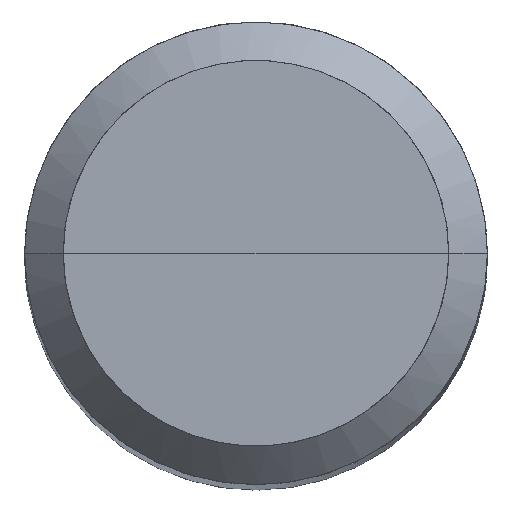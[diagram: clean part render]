
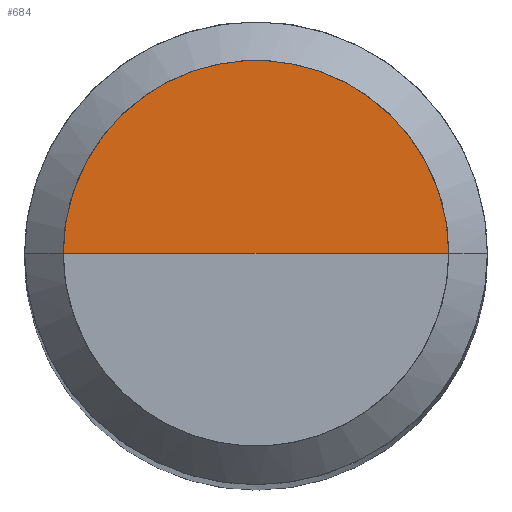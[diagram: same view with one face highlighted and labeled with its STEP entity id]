
A CAD part, top view. The second image highlights one B-rep face of the part: STEP entity #684.
In plain terms, the highlighted free-form (B-spline) face has degree [1, 2] with [2, 5] control points.
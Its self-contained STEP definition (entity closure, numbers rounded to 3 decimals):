
#258=CARTESIAN_POINT('',(2.5,0.0,42.0));
#259=CARTESIAN_POINT('',(2.5,2.5,42.0));
#260=CARTESIAN_POINT('',(0.0,2.5,42.0));
#261=CARTESIAN_POINT('',(-2.5,2.5,42.0));
#262=CARTESIAN_POINT('',(-2.5,0.0,42.0));
#263=CARTESIAN_POINT('',(0.0,0.0,42.0));
#669=(
BOUNDED_SURFACE()
B_SPLINE_SURFACE(1,2,(
(#258,#259,#260,#261,#262),
(#263,#263,#263,#263,#263)
), .UNSPECIFIED.,.F.,.F.,.F.)
B_SPLINE_SURFACE_WITH_KNOTS((2,2),(3,2,3),(
0.0,1.0),(
0.0,0.5,1.0), .UNSPECIFIED.)
GEOMETRIC_REPRESENTATION_ITEM()
RATIONAL_B_SPLINE_SURFACE(((1.0,0.707,1.0,0.707,1.0),
(1.0,0.707,1.0,0.707,1.0)
))
REPRESENTATION_ITEM('')
SURFACE()
);
#670=(
BOUNDED_CURVE()
B_SPLINE_CURVE(2,(#262,#261,#260,#259,#258),.UNSPECIFIED.,.F.,.F.)
B_SPLINE_CURVE_WITH_KNOTS((3,2,3),
(0.0,0.5,1.0),.UNSPECIFIED.)
CURVE()
GEOMETRIC_REPRESENTATION_ITEM()
RATIONAL_B_SPLINE_CURVE((1.0,0.707,1.0,0.707,1.0))
REPRESENTATION_ITEM('')
);
#671=(
BOUNDED_CURVE()
B_SPLINE_CURVE(1,(#258,#263),.UNSPECIFIED.,.F.,.F.)
B_SPLINE_CURVE_WITH_KNOTS((2,2),
(0.0,1.0),.UNSPECIFIED.)
CURVE()
GEOMETRIC_REPRESENTATION_ITEM()
RATIONAL_B_SPLINE_CURVE((1.0,1.0))
REPRESENTATION_ITEM('')
);
#672=(
BOUNDED_CURVE()
B_SPLINE_CURVE(1,(#263,#262),.UNSPECIFIED.,.F.,.F.)
B_SPLINE_CURVE_WITH_KNOTS((2,2),
(0.0,1.0),.UNSPECIFIED.)
CURVE()
GEOMETRIC_REPRESENTATION_ITEM()
RATIONAL_B_SPLINE_CURVE((1.0,1.0))
REPRESENTATION_ITEM('')
);
#673=VERTEX_POINT('',#258);
#674=VERTEX_POINT('',#262);
#675=VERTEX_POINT('',#263);
#676=EDGE_CURVE('',#674,#673,#670,.T.);
#677=EDGE_CURVE('',#673,#675,#671,.T.);
#678=EDGE_CURVE('',#675,#674,#672,.T.);
#679=ORIENTED_EDGE('',*,*,#676,.T.);
#680=ORIENTED_EDGE('',*,*,#677,.T.);
#681=ORIENTED_EDGE('',*,*,#678,.T.);
#682=EDGE_LOOP('',(#679,#680,#681));
#683=FACE_OUTER_BOUND('',#682,.T.);
#684=ADVANCED_FACE('',(#683),#669,.T.);
